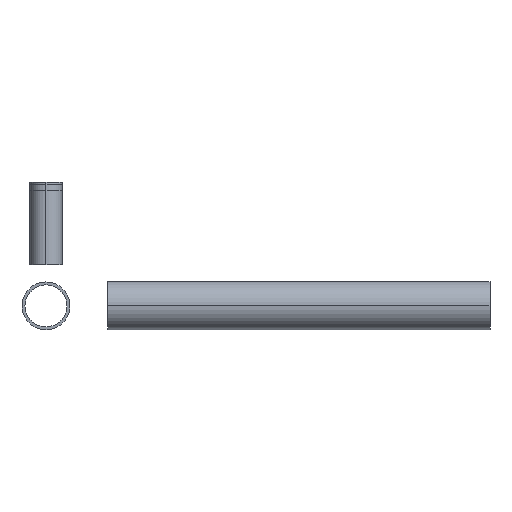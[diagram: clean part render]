
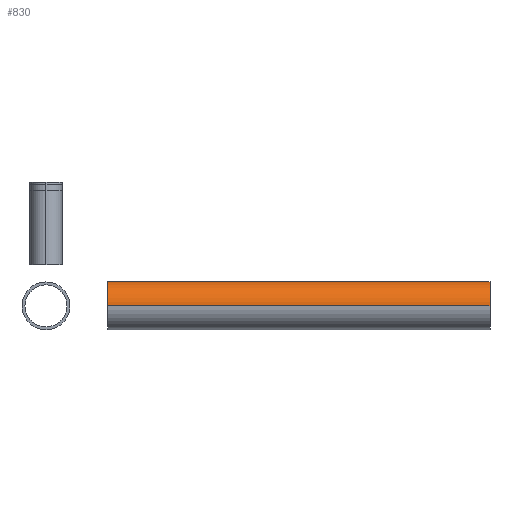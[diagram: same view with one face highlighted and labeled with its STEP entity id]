
A CAD part, left-side view. The second image highlights one B-rep face of the part: STEP entity #830.
In plain terms, the highlighted cylindrical face has radius 44.45 mm (diameter 88.9 mm), a partial arc.
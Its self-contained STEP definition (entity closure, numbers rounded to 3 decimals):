
#9 = AXIS2_PLACEMENT_3D ( 'NONE', #745, #293, #472 ) ;
#22 = CARTESIAN_POINT ( 'NONE',  ( 1005., -114.5, 0. ) ) ;
#25 = VERTEX_POINT ( 'NONE', #1187 ) ;
#31 = VECTOR ( 'NONE', #490, 1000. ) ;
#64 = EDGE_CURVE ( 'NONE', #884, #155, #784, .T. ) ;
#155 = VERTEX_POINT ( 'NONE', #1115 ) ;
#189 = DIRECTION ( 'NONE',  ( 1., 0., 0. ) ) ;
#239 = DIRECTION ( 'NONE',  ( -1., 0., 0. ) ) ;
#293 = DIRECTION ( 'NONE',  ( 0., 1., 0. ) ) ;
#351 = EDGE_CURVE ( 'NONE', #25, #1127, #1153, .T. ) ;
#371 = FACE_OUTER_BOUND ( 'NONE', #790, .T. ) ;
#395 = DIRECTION ( 'NONE',  ( 0., -1., 0. ) ) ;
#472 = DIRECTION ( 'NONE',  ( -1., 0., 0. ) ) ;
#490 = DIRECTION ( 'NONE',  ( 0., -1., 0. ) ) ;
#522 = CARTESIAN_POINT ( 'NONE',  ( 960.55, -114.5, 0. ) ) ;
#593 = ORIENTED_EDGE ( 'NONE', *, *, #1052, .T. ) ;
#612 = DIRECTION ( 'NONE',  ( 0., 1., 0. ) ) ;
#622 = AXIS2_PLACEMENT_3D ( 'NONE', #22, #395, #189 ) ;
#630 = CARTESIAN_POINT ( 'NONE',  ( 960.55, -114.5, 0. ) ) ;
#655 = CARTESIAN_POINT ( 'NONE',  ( 1049.45, -823., 0. ) ) ;
#720 = ORIENTED_EDGE ( 'NONE', *, *, #351, .F. ) ;
#737 = AXIS2_PLACEMENT_3D ( 'NONE', #1089, #612, #239 ) ;
#745 = CARTESIAN_POINT ( 'NONE',  ( 1005., -823., 0. ) ) ;
#753 = CYLINDRICAL_SURFACE ( 'NONE', #622, 44.45 ) ;
#784 = LINE ( 'NONE', #630, #31 ) ;
#790 = EDGE_LOOP ( 'NONE', ( #995, #1067, #593, #720 ) ) ;
#830 = ADVANCED_FACE ( 'NONE', ( #371 ), #753, .T. ) ;
#865 = CARTESIAN_POINT ( 'NONE',  ( 1049.45, -114.5, 0. ) ) ;
#884 = VERTEX_POINT ( 'NONE', #522 ) ;
#959 = CIRCLE ( 'NONE', #737, 44.45 ) ;
#967 = DIRECTION ( 'NONE',  ( 0., -1., 0. ) ) ;
#983 = VECTOR ( 'NONE', #967, 1000. ) ;
#995 = ORIENTED_EDGE ( 'NONE', *, *, #1008, .F. ) ;
#1008 = EDGE_CURVE ( 'NONE', #884, #25, #959, .T. ) ;
#1052 = EDGE_CURVE ( 'NONE', #155, #1127, #1152, .T. ) ;
#1067 = ORIENTED_EDGE ( 'NONE', *, *, #64, .T. ) ;
#1089 = CARTESIAN_POINT ( 'NONE',  ( 1005., -114.5, 0. ) ) ;
#1115 = CARTESIAN_POINT ( 'NONE',  ( 960.55, -823., 0. ) ) ;
#1127 = VERTEX_POINT ( 'NONE', #655 ) ;
#1152 = CIRCLE ( 'NONE', #9, 44.45 ) ;
#1153 = LINE ( 'NONE', #865, #983 ) ;
#1187 = CARTESIAN_POINT ( 'NONE',  ( 1049.45, -114.5, 0. ) ) ;
